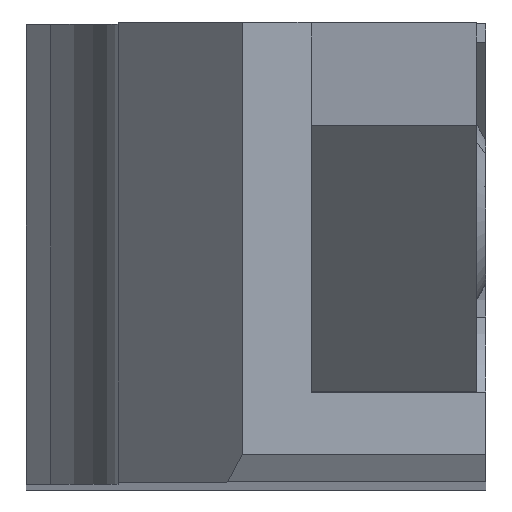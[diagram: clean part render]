
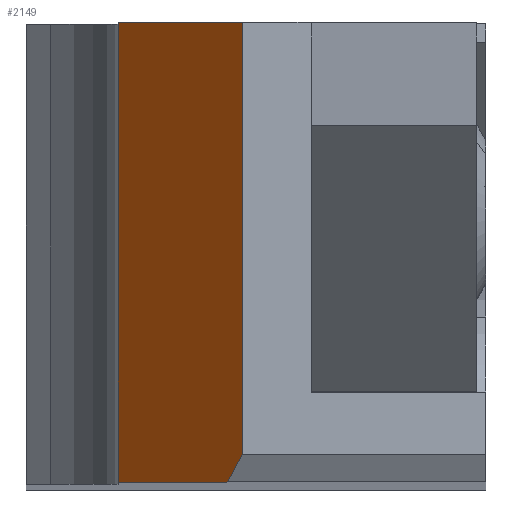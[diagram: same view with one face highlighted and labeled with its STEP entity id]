
A CAD part, top view. The second image highlights one B-rep face of the part: STEP entity #2149.
In plain terms, the highlighted planar face has unit normal (-0.743, 0, 0.669).
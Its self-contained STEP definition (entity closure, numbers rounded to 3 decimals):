
#18 = CARTESIAN_POINT ( 'NONE',  ( 2., 0., -2.999 ) ) ;
#59 = CARTESIAN_POINT ( 'NONE',  ( 2., 10., -2.999 ) ) ;
#292 = ORIENTED_EDGE ( 'NONE', *, *, #358, .F. ) ;
#358 = EDGE_CURVE ( 'NONE', #2292, #2239, #413, .T. ) ;
#413 = LINE ( 'NONE', #1044, #2257 ) ;
#419 = LINE ( 'NONE', #1403, #1696 ) ;
#512 = VERTEX_POINT ( 'NONE', #59 ) ;
#540 = DIRECTION ( 'NONE',  ( -0.669, 0., -0.743 ) ) ;
#725 = VECTOR ( 'NONE', #734, 1000. ) ;
#734 = DIRECTION ( 'NONE',  ( 0., 1., 0. ) ) ;
#737 = DIRECTION ( 'NONE',  ( 0., -1., 0. ) ) ;
#843 = CARTESIAN_POINT ( 'NONE',  ( 4.7, 0.6, 0. ) ) ;
#943 = VECTOR ( 'NONE', #2704, 1000. ) ;
#1044 = CARTESIAN_POINT ( 'NONE',  ( -47.13, 0., -57.564 ) ) ;
#1174 = CARTESIAN_POINT ( 'NONE',  ( 4.7, 10., 0. ) ) ;
#1235 = ORIENTED_EDGE ( 'NONE', *, *, #2174, .T. ) ;
#1260 = CARTESIAN_POINT ( 'NONE',  ( -47.13, 10., -57.564 ) ) ;
#1329 = ORIENTED_EDGE ( 'NONE', *, *, #1332, .F. ) ;
#1332 = EDGE_CURVE ( 'NONE', #3011, #1766, #2168, .T. ) ;
#1359 = LINE ( 'NONE', #18, #725 ) ;
#1380 = CARTESIAN_POINT ( 'NONE',  ( 4.7, 136.244, 0. ) ) ;
#1403 = CARTESIAN_POINT ( 'NONE',  ( 27.669, 44.784, 25.51 ) ) ;
#1441 = VECTOR ( 'NONE', #737, 1000. ) ;
#1449 = CARTESIAN_POINT ( 'NONE',  ( 2., 0., -2.999 ) ) ;
#1518 = LINE ( 'NONE', #1260, #943 ) ;
#1617 = EDGE_LOOP ( 'NONE', ( #2824, #292, #1235, #1329, #3095 ) ) ;
#1631 = DIRECTION ( 'NONE',  ( 0.669, 0., 0.743 ) ) ;
#1646 = EDGE_CURVE ( 'NONE', #512, #3011, #1518, .T. ) ;
#1696 = VECTOR ( 'NONE', #1901, 1000. ) ;
#1705 = CARTESIAN_POINT ( 'NONE',  ( 4.388, 0., -0.346 ) ) ;
#1766 = VERTEX_POINT ( 'NONE', #843 ) ;
#1901 = DIRECTION ( 'NONE',  ( 0.411, 0.79, 0.456 ) ) ;
#2001 = FACE_OUTER_BOUND ( 'NONE', #1617, .T. ) ;
#2149 = ADVANCED_FACE ( 'NONE', ( #2001 ), #2467, .T. ) ;
#2168 = LINE ( 'NONE', #2639, #1441 ) ;
#2174 = EDGE_CURVE ( 'NONE', #2292, #1766, #419, .T. ) ;
#2239 = VERTEX_POINT ( 'NONE', #1449 ) ;
#2248 = EDGE_CURVE ( 'NONE', #2239, #512, #1359, .T. ) ;
#2257 = VECTOR ( 'NONE', #540, 1000. ) ;
#2292 = VERTEX_POINT ( 'NONE', #1705 ) ;
#2467 = PLANE ( 'NONE',  #3037 ) ;
#2639 = CARTESIAN_POINT ( 'NONE',  ( 4.7, 136.244, 0. ) ) ;
#2704 = DIRECTION ( 'NONE',  ( 0.669, 0., 0.743 ) ) ;
#2824 = ORIENTED_EDGE ( 'NONE', *, *, #2248, .F. ) ;
#3011 = VERTEX_POINT ( 'NONE', #1174 ) ;
#3037 = AXIS2_PLACEMENT_3D ( 'NONE', #1380, #3067, #1631 ) ;
#3067 = DIRECTION ( 'NONE',  ( -0.743, 0., 0.669 ) ) ;
#3095 = ORIENTED_EDGE ( 'NONE', *, *, #1646, .F. ) ;
